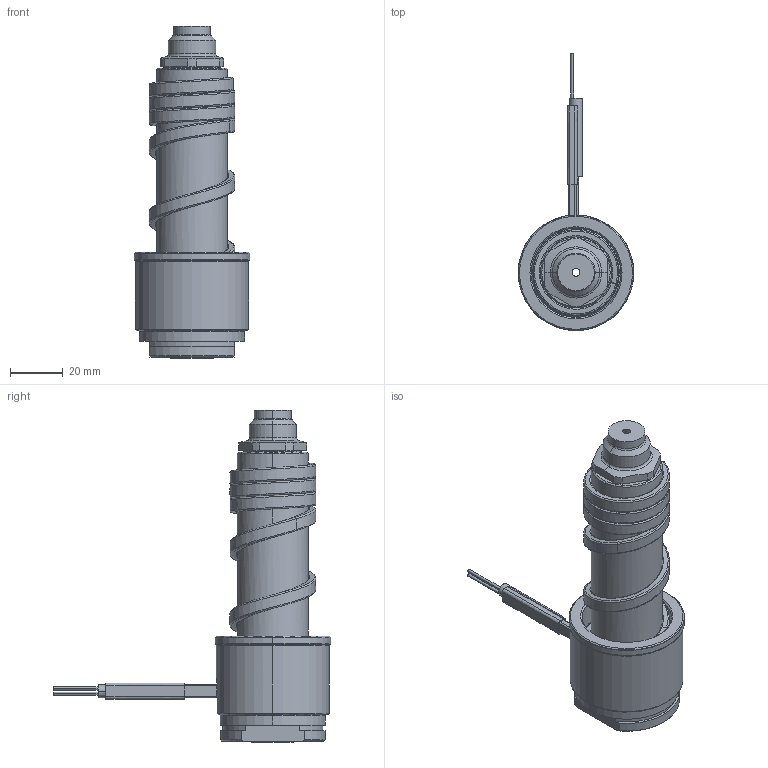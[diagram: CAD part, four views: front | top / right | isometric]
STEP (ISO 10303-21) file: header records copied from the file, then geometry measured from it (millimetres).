
FILE_DESCRIPTION((''),'2;1');
FILE_NAME('EL-126-CKG','2014-03-13T',('Íàòàëüÿ'),('IMID'),'PRO/ENGINEER BY PARAMETRIC TECHNOLOGY CORPORATION, 2010180','PRO/ENGINEER BY PARAMETRIC TECHNOLOGY CORPORATION, 2010180','');
FILE_SCHEMA(('CONFIG_CONTROL_DESIGN'));
Length unit declared in the file: millimetre
Products named in the file (1): EL-126-CKG
Bounding box: 44 x 105.5 x 126.3 mm (x, y, z)
Volume: 92807.9 mm3; surface area: 35563.7 mm2
Topology: 1 solids, 8 shells, 307 faces, 758 edges, 453 vertices
Faces by surface type: cylinder 100, bspline 54, cone 54, plane 53, torus 29, revolution 9, extrusion 8
Entity records: 16197 total; most frequent: CARTESIAN_POINT 9245, ORIENTED_EDGE 1476, DIRECTION 1364, EDGE_CURVE 750, AXIS2_PLACEMENT_3D 542, VERTEX_POINT 453, EDGE_LOOP 331, FACE_OUTER_BOUND 307
